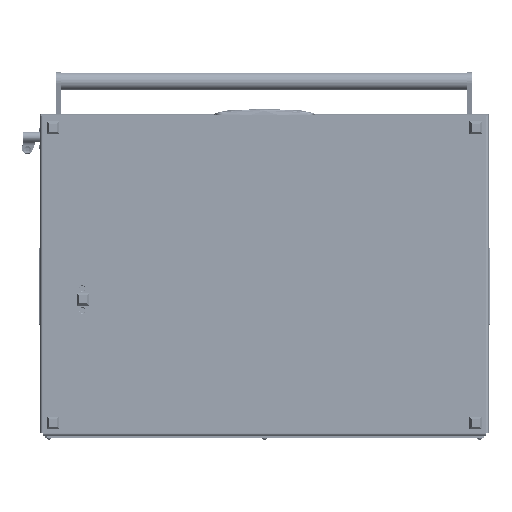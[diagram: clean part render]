
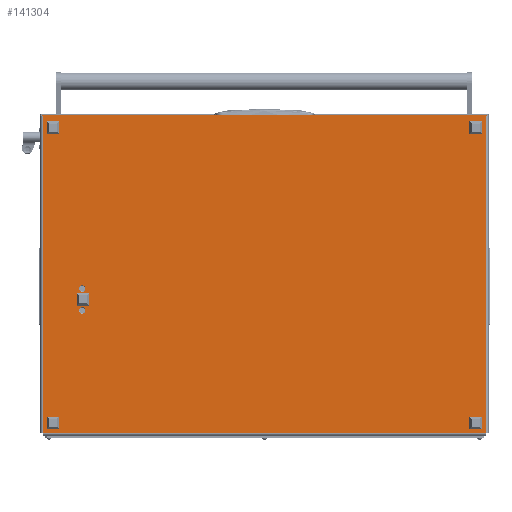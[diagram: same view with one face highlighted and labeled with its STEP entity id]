
A CAD part, front view. The second image highlights one B-rep face of the part: STEP entity #141304.
In plain terms, the highlighted face is planar.
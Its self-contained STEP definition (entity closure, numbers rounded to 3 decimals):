
#2428 = VERTEX_POINT ( 'NONE', #114213 ) ;
#2634 = DIRECTION ( 'NONE',  ( 0., -1., 0. ) ) ;
#8627 = CARTESIAN_POINT ( 'NONE',  ( -2., 710., 0. ) ) ;
#9147 = ORIENTED_EDGE ( 'NONE', *, *, #89917, .F. ) ;
#11947 = VERTEX_POINT ( 'NONE', #99764 ) ;
#12131 = EDGE_CURVE ( 'NONE', #11947, #130365, #71243, .T. ) ;
#12833 = ORIENTED_EDGE ( 'NONE', *, *, #163714, .T. ) ;
#13185 = DIRECTION ( 'NONE',  ( 0., 1., 0. ) ) ;
#14395 = DIRECTION ( 'NONE',  ( 0., 1., 0. ) ) ;
#17225 = ORIENTED_EDGE ( 'NONE', *, *, #75959, .F. ) ;
#17406 = ORIENTED_EDGE ( 'NONE', *, *, #31449, .F. ) ;
#20454 = EDGE_CURVE ( 'NONE', #171813, #177140, #82877, .T. ) ;
#20828 = AXIS2_PLACEMENT_3D ( 'NONE', #61600, #60951, #91488 ) ;
#24881 = CIRCLE ( 'NONE', #20828, 5.2 ) ;
#25322 = LINE ( 'NONE', #195714, #151157 ) ;
#29734 = LINE ( 'NONE', #71337, #167333 ) ;
#30850 = LINE ( 'NONE', #39807, #144809 ) ;
#31449 = EDGE_CURVE ( 'NONE', #36518, #81229, #24881, .T. ) ;
#34953 = VERTEX_POINT ( 'NONE', #8627 ) ;
#36518 = VERTEX_POINT ( 'NONE', #85049 ) ;
#38205 = ORIENTED_EDGE ( 'NONE', *, *, #132793, .T. ) ;
#39807 = CARTESIAN_POINT ( 'NONE',  ( 0., 710., 0. ) ) ;
#40433 = DIRECTION ( 'NONE',  ( 1., 0., 0. ) ) ;
#41458 = VERTEX_POINT ( 'NONE', #191450 ) ;
#42817 = LINE ( 'NONE', #149119, #168667 ) ;
#46754 = ORIENTED_EDGE ( 'NONE', *, *, #181518, .F. ) ;
#47550 = CARTESIAN_POINT ( 'NONE',  ( 280.2, 645., 0. ) ) ;
#47776 = CARTESIAN_POINT ( 'NONE',  ( 0., 708., 0. ) ) ;
#48371 = DIRECTION ( 'NONE',  ( 0., 0., -1. ) ) ;
#49686 = AXIS2_PLACEMENT_3D ( 'NONE', #108745, #48371, #62317 ) ;
#51756 = DIRECTION ( 'NONE',  ( 0., 0., -1. ) ) ;
#52034 = VECTOR ( 'NONE', #55905, 1000. ) ;
#52725 = VERTEX_POINT ( 'NONE', #66330 ) ;
#55905 = DIRECTION ( 'NONE',  ( -1., 0., 0. ) ) ;
#59118 = FACE_BOUND ( 'NONE', #133328, .T. ) ;
#60517 = CARTESIAN_POINT ( 'NONE',  ( 506., 708., 0. ) ) ;
#60951 = DIRECTION ( 'NONE',  ( 0., 0., -1. ) ) ;
#61600 = CARTESIAN_POINT ( 'NONE',  ( 275., 645., 0. ) ) ;
#62317 = DIRECTION ( 'NONE',  ( -1., 0., 0. ) ) ;
#66330 = CARTESIAN_POINT ( 'NONE',  ( 506., 0., 0. ) ) ;
#68060 = DIRECTION ( 'NONE',  ( -1., 0., 0. ) ) ;
#71243 = CIRCLE ( 'NONE', #151038, 5.2 ) ;
#71337 = CARTESIAN_POINT ( 'NONE',  ( 0., 708., 0. ) ) ;
#71813 = DIRECTION ( 'NONE',  ( 1., 0., 0. ) ) ;
#74011 = DIRECTION ( 'NONE',  ( 0., 0., -1. ) ) ;
#75272 = VERTEX_POINT ( 'NONE', #148319 ) ;
#75689 = VECTOR ( 'NONE', #169731, 1000. ) ;
#75959 = EDGE_CURVE ( 'NONE', #161908, #171813, #29734, .T. ) ;
#77323 = AXIS2_PLACEMENT_3D ( 'NONE', #142545, #51756, #84268 ) ;
#80482 = FACE_OUTER_BOUND ( 'NONE', #121761, .T. ) ;
#81229 = VERTEX_POINT ( 'NONE', #47550 ) ;
#82877 = LINE ( 'NONE', #168414, #75689 ) ;
#84268 = DIRECTION ( 'NONE',  ( -1., 0., 0. ) ) ;
#85049 = CARTESIAN_POINT ( 'NONE',  ( 269.8, 645., 0. ) ) ;
#86420 = CARTESIAN_POINT ( 'NONE',  ( 0., 0., 0. ) ) ;
#89246 = DIRECTION ( 'NONE',  ( -1., 0., 0. ) ) ;
#89917 = EDGE_CURVE ( 'NONE', #81229, #36518, #125794, .T. ) ;
#90915 = EDGE_LOOP ( 'NONE', ( #184296, #46754 ) ) ;
#91488 = DIRECTION ( 'NONE',  ( -1., 0., 0. ) ) ;
#99764 = CARTESIAN_POINT ( 'NONE',  ( 304.8, 645., 0. ) ) ;
#100504 = CARTESIAN_POINT ( 'NONE',  ( 275., 645., 0. ) ) ;
#104264 = FACE_BOUND ( 'NONE', #90915, .T. ) ;
#107501 = ORIENTED_EDGE ( 'NONE', *, *, #20454, .F. ) ;
#108745 = CARTESIAN_POINT ( 'NONE',  ( 310., 645., 0. ) ) ;
#109293 = EDGE_CURVE ( 'NONE', #75272, #2428, #132691, .T. ) ;
#110838 = CIRCLE ( 'NONE', #49686, 5.2 ) ;
#110943 = EDGE_CURVE ( 'NONE', #75272, #41458, #25322, .T. ) ;
#112498 = DIRECTION ( 'NONE',  ( 0., 0., -1. ) ) ;
#112763 = PLANE ( 'NONE',  #77323 ) ;
#114213 = CARTESIAN_POINT ( 'NONE',  ( -2., -2., 0. ) ) ;
#120731 = VECTOR ( 'NONE', #2634, 1000. ) ;
#121761 = EDGE_LOOP ( 'NONE', ( #189132, #143441, #12833, #151033, #107501, #17225, #38205, #184773 ) ) ;
#125794 = CIRCLE ( 'NONE', #190523, 5.2 ) ;
#130365 = VERTEX_POINT ( 'NONE', #145693 ) ;
#130828 = CARTESIAN_POINT ( 'NONE',  ( 0., -2., 0. ) ) ;
#132691 = LINE ( 'NONE', #130828, #52034 ) ;
#132793 = EDGE_CURVE ( 'NONE', #161908, #52725, #180106, .T. ) ;
#133328 = EDGE_LOOP ( 'NONE', ( #17406, #9147 ) ) ;
#141304 = ADVANCED_FACE ( 'NONE', ( #59118, #104264, #80482 ), #112763, .T. ) ;
#142545 = CARTESIAN_POINT ( 'NONE',  ( 0., 708., 0. ) ) ;
#143441 = ORIENTED_EDGE ( 'NONE', *, *, #109293, .T. ) ;
#144809 = VECTOR ( 'NONE', #40433, 1000. ) ;
#145693 = CARTESIAN_POINT ( 'NONE',  ( 315.2, 645., 0. ) ) ;
#148319 = CARTESIAN_POINT ( 'NONE',  ( 0., -2., 0. ) ) ;
#149119 = CARTESIAN_POINT ( 'NONE',  ( -2., -4., 0. ) ) ;
#149509 = CARTESIAN_POINT ( 'NONE',  ( 310., 645., 0. ) ) ;
#149747 = EDGE_CURVE ( 'NONE', #34953, #177140, #30850, .T. ) ;
#150231 = EDGE_CURVE ( 'NONE', #41458, #52725, #194218, .T. ) ;
#151033 = ORIENTED_EDGE ( 'NONE', *, *, #149747, .T. ) ;
#151038 = AXIS2_PLACEMENT_3D ( 'NONE', #149509, #74011, #89246 ) ;
#151157 = VECTOR ( 'NONE', #13185, 1000. ) ;
#161908 = VERTEX_POINT ( 'NONE', #165225 ) ;
#163714 = EDGE_CURVE ( 'NONE', #2428, #34953, #42817, .T. ) ;
#165225 = CARTESIAN_POINT ( 'NONE',  ( 506., 708., 0. ) ) ;
#167333 = VECTOR ( 'NONE', #178718, 1000. ) ;
#168414 = CARTESIAN_POINT ( 'NONE',  ( 0., -4., 0. ) ) ;
#168667 = VECTOR ( 'NONE', #14395, 1000. ) ;
#169731 = DIRECTION ( 'NONE',  ( 0., 1., 0. ) ) ;
#171813 = VERTEX_POINT ( 'NONE', #47776 ) ;
#177140 = VERTEX_POINT ( 'NONE', #180948 ) ;
#178718 = DIRECTION ( 'NONE',  ( -1., 0., 0. ) ) ;
#180106 = LINE ( 'NONE', #60517, #120731 ) ;
#180948 = CARTESIAN_POINT ( 'NONE',  ( 0., 710., 0. ) ) ;
#181518 = EDGE_CURVE ( 'NONE', #130365, #11947, #110838, .T. ) ;
#184296 = ORIENTED_EDGE ( 'NONE', *, *, #12131, .F. ) ;
#184773 = ORIENTED_EDGE ( 'NONE', *, *, #150231, .F. ) ;
#187167 = VECTOR ( 'NONE', #71813, 1000. ) ;
#189132 = ORIENTED_EDGE ( 'NONE', *, *, #110943, .F. ) ;
#190523 = AXIS2_PLACEMENT_3D ( 'NONE', #100504, #112498, #68060 ) ;
#191450 = CARTESIAN_POINT ( 'NONE',  ( 0., 0., 0. ) ) ;
#194218 = LINE ( 'NONE', #86420, #187167 ) ;
#195714 = CARTESIAN_POINT ( 'NONE',  ( 0., -4., 0. ) ) ;
